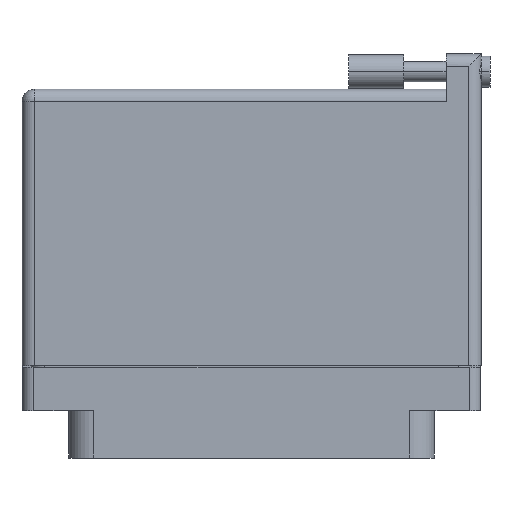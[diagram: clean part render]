
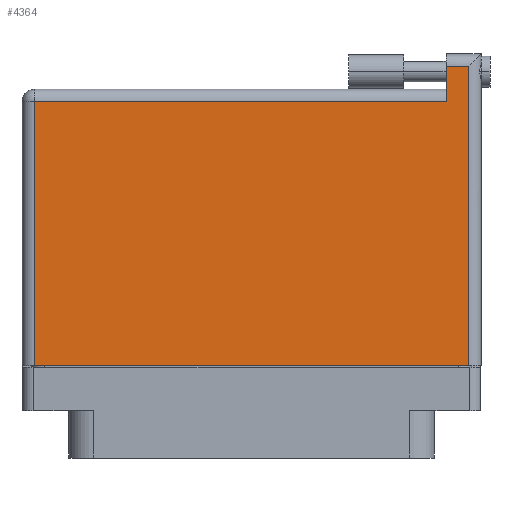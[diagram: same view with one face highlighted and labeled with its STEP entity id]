
A CAD part, front view. The second image highlights one B-rep face of the part: STEP entity #4364.
In plain terms, the highlighted face is planar.
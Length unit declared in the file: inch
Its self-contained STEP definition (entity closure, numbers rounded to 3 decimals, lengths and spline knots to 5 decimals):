
#1073 = ORIENTED_EDGE ( 'NONE', *, *, #26338, .T. ) ;
#1291 = CARTESIAN_POINT ( 'NONE',  ( 1.23, 1.666, 0.4495 ) ) ;
#2881 = CARTESIAN_POINT ( 'NONE',  ( -1.23, -0.1, 0.4495 ) ) ;
#3116 = VECTOR ( 'NONE', #19674, 39.37008 ) ;
#3225 = VERTEX_POINT ( 'NONE', #34060 ) ;
#3281 = CARTESIAN_POINT ( 'NONE',  ( -1.3, -0.1, 0.4495 ) ) ;
#3876 = EDGE_CURVE ( 'NONE', #17018, #3225, #21267, .T. ) ;
#4007 = CARTESIAN_POINT ( 'NONE',  ( -1.3, 1.396, 0.4495 ) ) ;
#4364 = ADVANCED_FACE ( 'NONE', ( #24107 ), #35415, .F. ) ;
#6536 = LINE ( 'NONE', #1291, #33046 ) ;
#7810 = VERTEX_POINT ( 'NONE', #2881 ) ;
#8051 = DIRECTION ( 'NONE',  ( -1., 0., 0. ) ) ;
#9108 = ORIENTED_EDGE ( 'NONE', *, *, #3876, .T. ) ;
#10851 = VECTOR ( 'NONE', #26516, 39.37008 ) ;
#12398 = EDGE_CURVE ( 'NONE', #3225, #26015, #12984, .T. ) ;
#12984 = LINE ( 'NONE', #41657, #3116 ) ;
#13251 = VERTEX_POINT ( 'NONE', #30108 ) ;
#13620 = CARTESIAN_POINT ( 'NONE',  ( -1.3, 1.466, 0.4495 ) ) ;
#15955 = EDGE_CURVE ( 'NONE', #7810, #13251, #28915, .T. ) ;
#17018 = VERTEX_POINT ( 'NONE', #30280 ) ;
#17604 = AXIS2_PLACEMENT_3D ( 'NONE', #13620, #28412, #39135 ) ;
#19674 = DIRECTION ( 'NONE',  ( 0., -1., 0. ) ) ;
#19822 = CARTESIAN_POINT ( 'NONE',  ( -1.23, -0.1, 0.4495 ) ) ;
#20641 = LINE ( 'NONE', #19822, #28758 ) ;
#21267 = LINE ( 'NONE', #41103, #10851 ) ;
#23200 = DIRECTION ( 'NONE',  ( 0., 1., 0. ) ) ;
#24107 = FACE_OUTER_BOUND ( 'NONE', #46628, .T. ) ;
#24562 = VERTEX_POINT ( 'NONE', #25021 ) ;
#25021 = CARTESIAN_POINT ( 'NONE',  ( -1.23, 1.396, 0.4495 ) ) ;
#25078 = VECTOR ( 'NONE', #8051, 39.37008 ) ;
#26015 = VERTEX_POINT ( 'NONE', #39489 ) ;
#26338 = EDGE_CURVE ( 'NONE', #26015, #24562, #39418, .T. ) ;
#26481 = EDGE_CURVE ( 'NONE', #13251, #17018, #6536, .T. ) ;
#26516 = DIRECTION ( 'NONE',  ( -1., 0., 0. ) ) ;
#28412 = DIRECTION ( 'NONE',  ( 0., 0., -1. ) ) ;
#28758 = VECTOR ( 'NONE', #41814, 39.37008 ) ;
#28915 = LINE ( 'NONE', #3281, #33483 ) ;
#29079 = DIRECTION ( 'NONE',  ( 1., 0., 0. ) ) ;
#30108 = CARTESIAN_POINT ( 'NONE',  ( 1.23, -0.1, 0.4495 ) ) ;
#30280 = CARTESIAN_POINT ( 'NONE',  ( 1.23, 1.596, 0.4495 ) ) ;
#33046 = VECTOR ( 'NONE', #23200, 39.37008 ) ;
#33483 = VECTOR ( 'NONE', #29079, 39.37008 ) ;
#34060 = CARTESIAN_POINT ( 'NONE',  ( 1.103, 1.596, 0.4495 ) ) ;
#35415 = PLANE ( 'NONE',  #17604 ) ;
#39135 = DIRECTION ( 'NONE',  ( -1., 0., 0. ) ) ;
#39247 = ORIENTED_EDGE ( 'NONE', *, *, #42204, .T. ) ;
#39418 = LINE ( 'NONE', #4007, #25078 ) ;
#39489 = CARTESIAN_POINT ( 'NONE',  ( 1.103, 1.396, 0.4495 ) ) ;
#39651 = ORIENTED_EDGE ( 'NONE', *, *, #15955, .T. ) ;
#41103 = CARTESIAN_POINT ( 'NONE',  ( -1.3, 1.596, 0.4495 ) ) ;
#41657 = CARTESIAN_POINT ( 'NONE',  ( 1.103, 1.666, 0.4495 ) ) ;
#41814 = DIRECTION ( 'NONE',  ( 0., -1., 0. ) ) ;
#42204 = EDGE_CURVE ( 'NONE', #24562, #7810, #20641, .T. ) ;
#44265 = ORIENTED_EDGE ( 'NONE', *, *, #26481, .T. ) ;
#44897 = ORIENTED_EDGE ( 'NONE', *, *, #12398, .T. ) ;
#46628 = EDGE_LOOP ( 'NONE', ( #39651, #44265, #9108, #44897, #1073, #39247 ) ) ;
